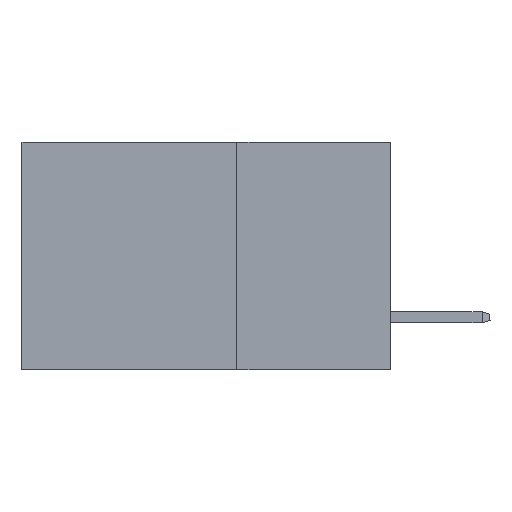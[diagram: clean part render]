
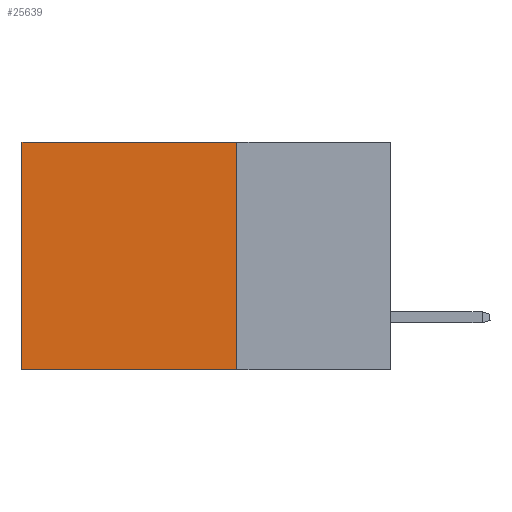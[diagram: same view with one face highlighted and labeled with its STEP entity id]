
A CAD part, left-side view. The second image highlights one B-rep face of the part: STEP entity #25639.
In plain terms, the highlighted planar face has unit normal (-1, 0, 0).
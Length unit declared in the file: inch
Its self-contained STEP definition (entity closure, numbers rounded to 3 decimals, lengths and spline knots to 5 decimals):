
#407 = CARTESIAN_POINT ( 'NONE',  ( 0.2875, 0.25, -0.37 ) ) ;
#595 = DIRECTION ( 'NONE',  ( 0., 0., -1. ) ) ;
#914 = ORIENTED_EDGE ( 'NONE', *, *, #24703, .F. ) ;
#1701 = LINE ( 'NONE', #38701, #31621 ) ;
#3320 = DIRECTION ( 'NONE',  ( 0., 0., -1. ) ) ;
#3518 = VERTEX_POINT ( 'NONE', #6329 ) ;
#5220 = VECTOR ( 'NONE', #7120, 39.37008 ) ;
#6329 = CARTESIAN_POINT ( 'NONE',  ( 0.2875, 0.6, -0.37 ) ) ;
#6474 = ORIENTED_EDGE ( 'NONE', *, *, #44192, .T. ) ;
#7120 = DIRECTION ( 'NONE',  ( 0., 0., -1. ) ) ;
#10318 = CARTESIAN_POINT ( 'NONE',  ( 0.2875, 0.25, -0.37 ) ) ;
#12548 = CARTESIAN_POINT ( 'NONE',  ( 0.2875, 0.6, 0. ) ) ;
#14661 = LINE ( 'NONE', #35544, #5220 ) ;
#16633 = ORIENTED_EDGE ( 'NONE', *, *, #37400, .T. ) ;
#17525 = DIRECTION ( 'NONE',  ( 0., 1., 0. ) ) ;
#17749 = DIRECTION ( 'NONE',  ( 1., 0., 0. ) ) ;
#18239 = EDGE_LOOP ( 'NONE', ( #16633, #43940, #914, #6474 ) ) ;
#21414 = LINE ( 'NONE', #407, #41358 ) ;
#22060 = VECTOR ( 'NONE', #3320, 39.37008 ) ;
#23038 = CARTESIAN_POINT ( 'NONE',  ( 0.2875, 0.25, 0. ) ) ;
#24703 = EDGE_CURVE ( 'NONE', #27597, #41577, #35879, .T. ) ;
#25639 = ADVANCED_FACE ( 'NONE', ( #31418 ), #41888, .F. ) ;
#27597 = VERTEX_POINT ( 'NONE', #23038 ) ;
#28109 = CARTESIAN_POINT ( 'NONE',  ( 0.2875, 0.25, 0. ) ) ;
#31190 = EDGE_CURVE ( 'NONE', #41577, #3518, #21414, .T. ) ;
#31418 = FACE_OUTER_BOUND ( 'NONE', #18239, .T. ) ;
#31621 = VECTOR ( 'NONE', #17525, 39.37008 ) ;
#32147 = DIRECTION ( 'NONE',  ( 0., 1., 0. ) ) ;
#35544 = CARTESIAN_POINT ( 'NONE',  ( 0.2875, 0.6, 0. ) ) ;
#35708 = AXIS2_PLACEMENT_3D ( 'NONE', #28109, #17749, #595 ) ;
#35879 = LINE ( 'NONE', #41430, #22060 ) ;
#37400 = EDGE_CURVE ( 'NONE', #40172, #3518, #14661, .T. ) ;
#38701 = CARTESIAN_POINT ( 'NONE',  ( 0.2875, 0.25, 0. ) ) ;
#40172 = VERTEX_POINT ( 'NONE', #12548 ) ;
#41358 = VECTOR ( 'NONE', #32147, 39.37008 ) ;
#41430 = CARTESIAN_POINT ( 'NONE',  ( 0.2875, 0.25, 0. ) ) ;
#41577 = VERTEX_POINT ( 'NONE', #10318 ) ;
#41888 = PLANE ( 'NONE',  #35708 ) ;
#43940 = ORIENTED_EDGE ( 'NONE', *, *, #31190, .F. ) ;
#44192 = EDGE_CURVE ( 'NONE', #27597, #40172, #1701, .T. ) ;
